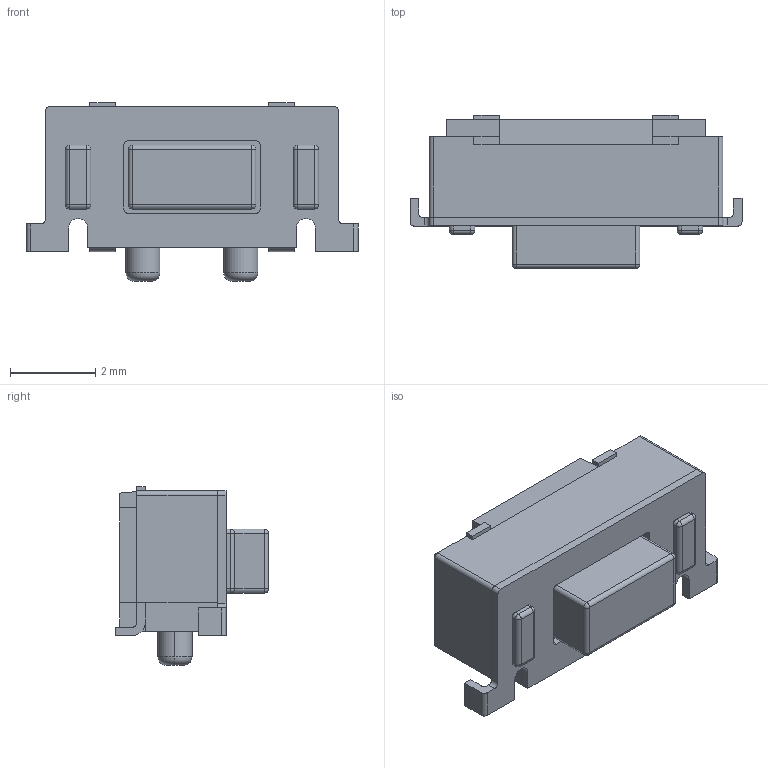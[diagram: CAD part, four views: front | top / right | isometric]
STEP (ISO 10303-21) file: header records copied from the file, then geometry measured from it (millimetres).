
FILE_DESCRIPTION (( 'STEP AP214' ), '1' );
FILE_NAME ('IT-1188E.STEP', '2018-06-01T17:09:54', ( '' ), ( '' ), 'SwSTEP 2.0', 'SolidWorks 2015', '' );
FILE_SCHEMA (( 'AUTOMOTIVE_DESIGN' ));
Length unit declared in the file: millimetre
Products named in the file (8): IT-1188E; User Library-it-1188e_SW3dPS-E-Switch_-_TL3330AF130QG_(Tact_Switch,_SMD)004; User Library-it-1188e_SW3dPS-E-Switch_-_TL3330AF130QG_(Tact_Switch,_SMD)003; User Library-it-1188e_Fillet; User Library-it-1188e_SW3dPS-E-Switch_-_TL3330AF130QG_(Tact_Switch,_SMD)002; User Library-it-1188e_SW3dPS-E-Switch_-_TL3330AF130QG_(Tact_Switch,_SMD)001; User Library-it-1188e_Fillet001; User Library-it-1188e_SW3dPS-E-Switch_-_TL3330AF130QG_(Tact_Switch,_SMD)
Assembly tree (7 placements, depth 2):
  IT-1188E
    User Library-it-1188e_SW3dPS-E-Switch_-_TL3330AF130QG_(Tact_Switch,_SMD)
    User Library-it-1188e_SW3dPS-E-Switch_-_TL3330AF130QG_(Tact_Switch,_SMD)001
    User Library-it-1188e_SW3dPS-E-Switch_-_TL3330AF130QG_(Tact_Switch,_SMD)002
    User Library-it-1188e_SW3dPS-E-Switch_-_TL3330AF130QG_(Tact_Switch,_SMD)003
    User Library-it-1188e_SW3dPS-E-Switch_-_TL3330AF130QG_(Tact_Switch,_SMD)004
    User Library-it-1188e_Fillet
    User Library-it-1188e_Fillet001
Bounding box: 7.8 x 3.6 x 4.2 mm (x, y, z)
Volume: 57.8 mm3; surface area: 177.6 mm2
Topology: 7 solids, 7 shells, 165 faces, 427 edges, 262 vertices
Faces by surface type: plane 93, cylinder 56, sphere 12, torus 4
Entity records: 7062 total; most frequent: DIRECTION 885, CARTESIAN_POINT 852, ORIENTED_EDGE 830, EDGE_CURVE 415, LINE 295, AXIS2_PLACEMENT_3D 295, VECTOR 295, VERTEX_POINT 262
